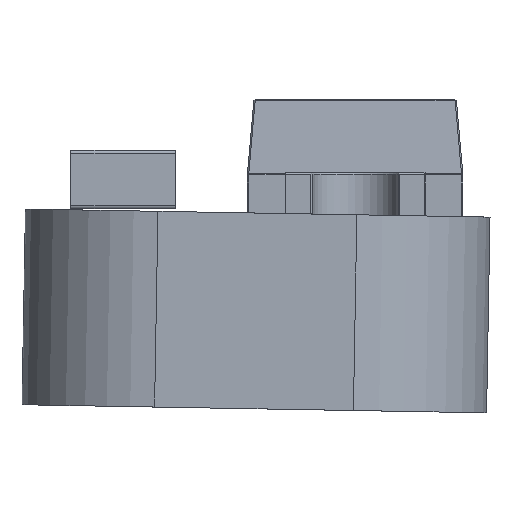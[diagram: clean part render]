
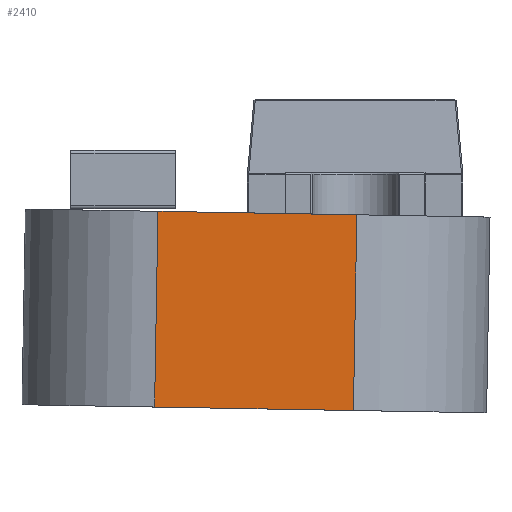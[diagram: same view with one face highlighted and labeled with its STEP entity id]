
A CAD part, left-side view. The second image highlights one B-rep face of the part: STEP entity #2410.
In plain terms, the highlighted planar face has unit normal (-1, 0, 0).
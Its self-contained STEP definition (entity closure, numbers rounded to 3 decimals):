
#186=FACE_OUTER_BOUND('',#329,.T.);
#329=EDGE_LOOP('',(#1630,#1631,#1632,#1633));
#511=LINE('',#3546,#799);
#513=LINE('',#3555,#801);
#514=LINE('',#3556,#802);
#515=LINE('',#3557,#803);
#799=VECTOR('',#2851,10.);
#801=VECTOR('',#2859,10.);
#802=VECTOR('',#2860,10.);
#803=VECTOR('',#2861,10.);
#1088=VERTEX_POINT('',#3543);
#1089=VERTEX_POINT('',#3545);
#1092=VERTEX_POINT('',#3553);
#1093=VERTEX_POINT('',#3554);
#1296=EDGE_CURVE('',#1088,#1089,#511,.T.);
#1300=EDGE_CURVE('',#1092,#1093,#513,.T.);
#1301=EDGE_CURVE('',#1093,#1089,#514,.T.);
#1302=EDGE_CURVE('',#1092,#1088,#515,.T.);
#1630=ORIENTED_EDGE('',*,*,#1300,.T.);
#1631=ORIENTED_EDGE('',*,*,#1301,.T.);
#1632=ORIENTED_EDGE('',*,*,#1296,.F.);
#1633=ORIENTED_EDGE('',*,*,#1302,.F.);
#2284=PLANE('',#2644);
#2410=ADVANCED_FACE('',(#186),#2284,.T.);
#2644=AXIS2_PLACEMENT_3D('',#3552,#2857,#2858);
#2851=DIRECTION('',(0.,-1.,0.));
#2857=DIRECTION('center_axis',(-1.,0.,0.));
#2858=DIRECTION('ref_axis',(0.,-1.,0.));
#2859=DIRECTION('',(0.,-1.,0.));
#2860=DIRECTION('',(0.,0.,1.));
#2861=DIRECTION('',(0.,0.,1.));
#3543=CARTESIAN_POINT('',(-4.572,0.762,1.5));
#3545=CARTESIAN_POINT('',(-4.572,-0.762,1.5));
#3546=CARTESIAN_POINT('',(-4.572,0.762,1.5));
#3552=CARTESIAN_POINT('Origin',(-4.572,0.762,0.));
#3553=CARTESIAN_POINT('',(-4.572,0.762,0.));
#3554=CARTESIAN_POINT('',(-4.572,-0.762,0.));
#3555=CARTESIAN_POINT('',(-4.572,0.762,0.));
#3556=CARTESIAN_POINT('',(-4.572,-0.762,0.));
#3557=CARTESIAN_POINT('',(-4.572,0.762,0.));
